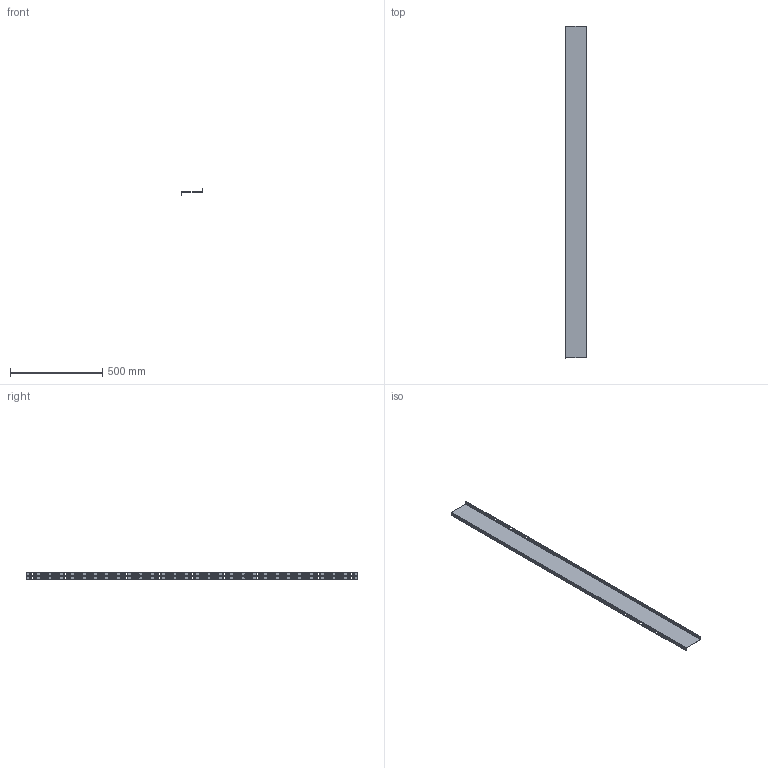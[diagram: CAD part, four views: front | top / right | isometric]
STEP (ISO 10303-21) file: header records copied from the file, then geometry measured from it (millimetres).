
FILE_DESCRIPTION (( 'STEP AP214' ), '1' );
FILE_NAME ('Ïåðåãîðîäêà 1890.STEP', '2023-05-22T05:57:18', ( '' ), ( '' ), 'SwSTEP 2.0', 'SolidWorks 2021', '' );
FILE_SCHEMA (( 'AUTOMOTIVE_DESIGN' ));
Length unit declared in the file: millimetre
Products named in the file (1): Ïåðåãîðîäêà 1890
Bounding box: 112 x 1798 x 39.3 mm (x, y, z)
Volume: 176861.4 mm3; surface area: 511698.2 mm2
Topology: 1 solids, 1 shells, 254 faces, 740 edges, 488 vertices
Faces by surface type: plane 134, cylinder 120
Entity records: 8702 total; most frequent: DIRECTION 1490, CARTESIAN_POINT 1483, ORIENTED_EDGE 1480, EDGE_CURVE 740, VECTOR 500, LINE 500, AXIS2_PLACEMENT_3D 495, VERTEX_POINT 488
